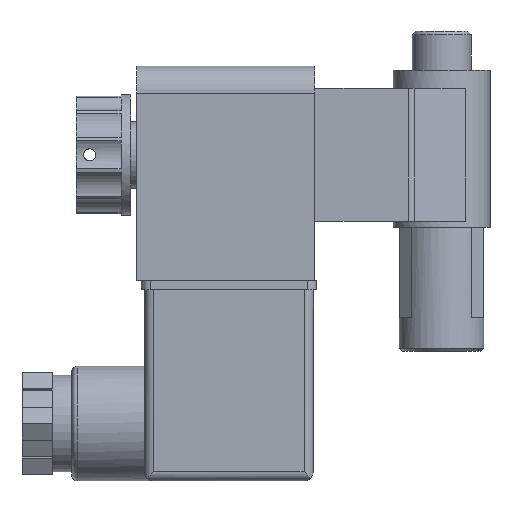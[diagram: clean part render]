
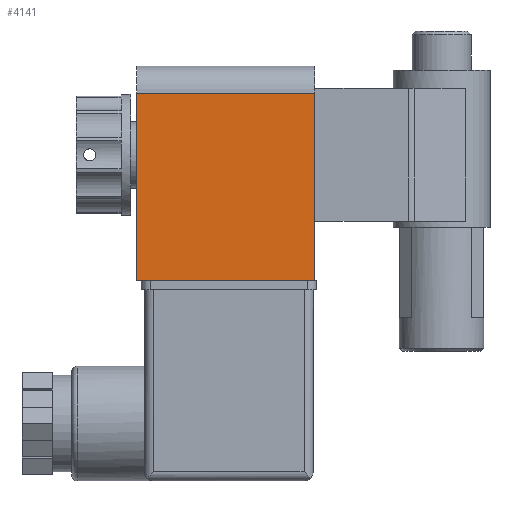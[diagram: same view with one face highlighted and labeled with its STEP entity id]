
A CAD part, left-side view. The second image highlights one B-rep face of the part: STEP entity #4141.
In plain terms, the highlighted planar face has unit normal (-1, 0, 0).
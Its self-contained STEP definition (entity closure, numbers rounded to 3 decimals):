
#321=ORIENTED_EDGE('',*,*,#1129,.T.);
#322=ORIENTED_EDGE('',*,*,#1152,.F.);
#323=ORIENTED_EDGE('',*,*,#1153,.F.);
#324=ORIENTED_EDGE('',*,*,#1145,.T.);
#1129=EDGE_CURVE('',#1543,#1542,#1814,.T.);
#1145=EDGE_CURVE('',#1556,#1543,#1829,.T.);
#1152=EDGE_CURVE('',#1561,#1542,#1833,.T.);
#1153=EDGE_CURVE('',#1556,#1561,#1834,.T.);
#1542=VERTEX_POINT('',#5685);
#1543=VERTEX_POINT('',#5687);
#1556=VERTEX_POINT('',#5719);
#1561=VERTEX_POINT('',#5732);
#1814=LINE('',#5686,#2088);
#1829=LINE('',#5718,#2103);
#1833=LINE('',#5731,#2107);
#1834=LINE('',#5733,#2108);
#2088=VECTOR('',#4731,1000.);
#2103=VECTOR('',#4754,1000.);
#2107=VECTOR('',#4766,1000.);
#2108=VECTOR('',#4767,1000.);
#2349=EDGE_LOOP('',(#321,#322,#323,#324));
#2567=FACE_BOUND('',#2349,.T.);
#2778=PLANE('',#4346);
#4141=ADVANCED_FACE('',(#2567),#2778,.F.);
#4346=AXIS2_PLACEMENT_3D('',#5730,#4764,#4765);
#4731=DIRECTION('',(0.,0.,1.));
#4754=DIRECTION('',(0.,-1.,0.));
#4764=DIRECTION('',(1.,0.,0.));
#4765=DIRECTION('',(0.,0.,-1.));
#4766=DIRECTION('',(0.,-1.,0.));
#4767=DIRECTION('',(0.,0.,1.));
#5685=CARTESIAN_POINT('',(-15.,0.,10.2));
#5686=CARTESIAN_POINT('',(-15.,0.,-20.8));
#5687=CARTESIAN_POINT('',(-15.,0.,-20.8));
#5718=CARTESIAN_POINT('',(-15.,29.5,-20.8));
#5719=CARTESIAN_POINT('',(-15.,29.5,-20.8));
#5730=CARTESIAN_POINT('',(-15.,29.5,-20.8));
#5731=CARTESIAN_POINT('',(-15.,29.5,10.2));
#5732=CARTESIAN_POINT('',(-15.,29.5,10.2));
#5733=CARTESIAN_POINT('',(-15.,29.5,-20.8));
